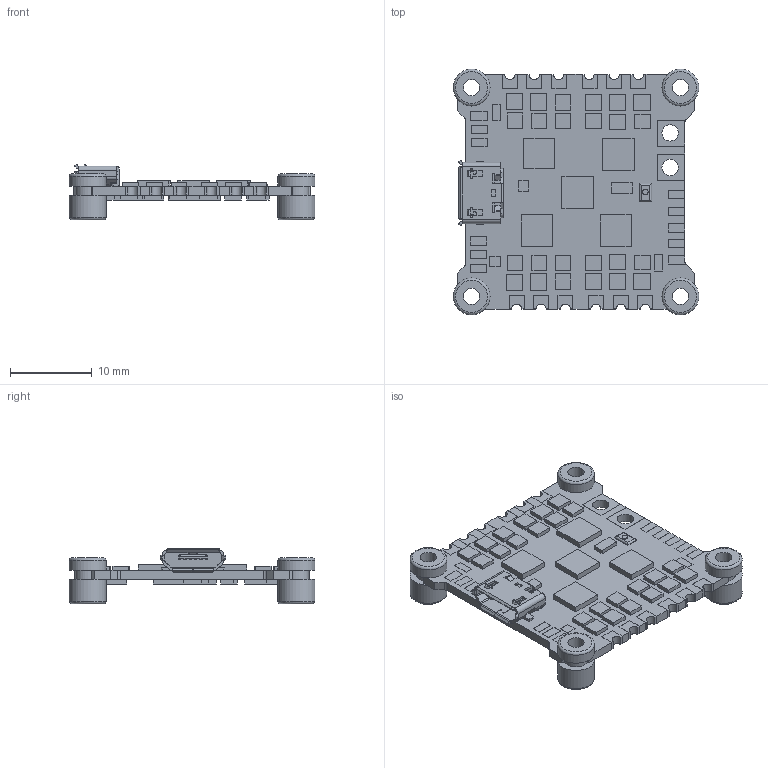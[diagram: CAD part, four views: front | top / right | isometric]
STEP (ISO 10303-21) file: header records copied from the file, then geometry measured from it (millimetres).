
FILE_DESCRIPTION(/* description */ (''),/* implementation_level */ '2;1');
FILE_NAME(/* name */ '25.5x25.5 AIO Flight Controller.step',/* time_stamp */ '2021-08-22T20:45:12-07:00',/* author */ (''),/* organization */ (''),/* preprocessor_version */ 'ST-DEVELOPER v18.1',/* originating_system */ 'Autodesk Translation Framework v10.9.0.1377',/* authorisation */ '');
FILE_SCHEMA (('AUTOMOTIVE_DESIGN { 1 0 10303 214 3 1 1 }'));
Length unit declared in the file: millimetre
Products named in the file (2): 25.5x25.5 AIO Flight Controller; AIO board
Assembly tree (1 placements, depth 2):
  25.5x25.5 AIO Flight Controller
    AIO board
Bounding box: 30 x 30 x 6.79 mm (x, y, z)
Volume: 1283.9 mm3; surface area: 2769.3 mm2
Topology: 6 solids, 6 shells, 952 faces, 2568 edges, 1687 vertices
Faces by surface type: plane 786, cylinder 154, torus 8, sphere 4
Full cylindrical faces by diameter (mm): 0.7 x1, 2 x6, 3 x4, 4.5 x8
Entity records: 29655 total; most frequent: CARTESIAN_POINT 5212, ORIENTED_EDGE 5128, DIRECTION 4801, EDGE_CURVE 2564, LINE 2235, VECTOR 2235, VERTEX_POINT 1687, AXIS2_PLACEMENT_3D 1283
